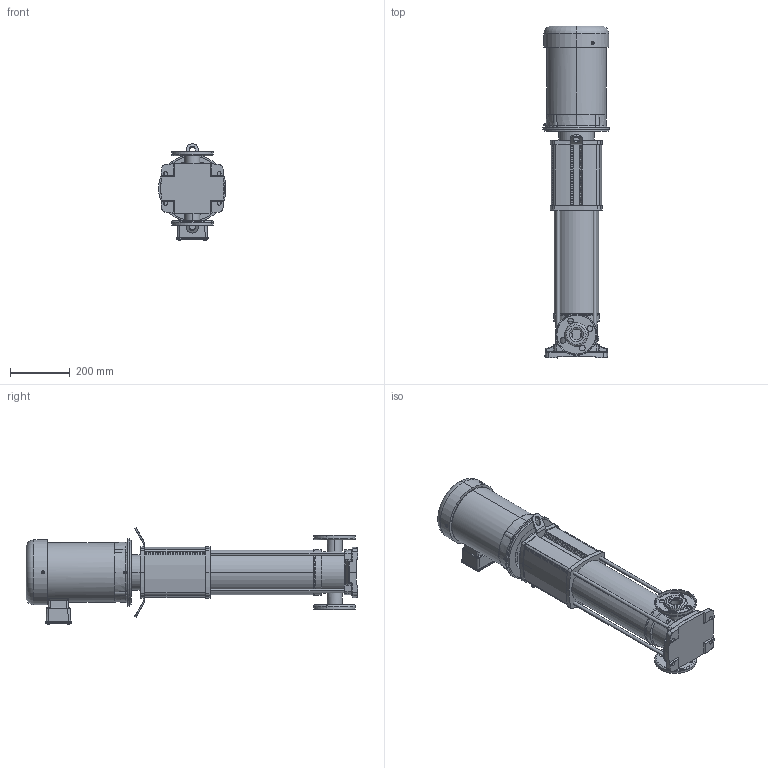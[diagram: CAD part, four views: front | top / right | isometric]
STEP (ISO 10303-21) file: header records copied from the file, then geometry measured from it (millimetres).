
FILE_DESCRIPTION (( 'STEP AP203' ), '1' );
FILE_NAME ('HELIX V30-10_575V.step', '2017-10-26T18:00:35', ( '' ), ( '' ), 'SwSTEP 2.0', 'SolidWorks 2017', '' );
FILE_SCHEMA (( 'CONFIG_CONTROL_DESIGN' ));
Length unit declared in the file: inch
Products named in the file (5): BALDOR NEMA V2 5HP_10; HELIX V30-10; Helix Base 10-30; HELIX V30-10_575V; ANSI Flange 1.25 IN
Assembly tree (5 placements, depth 2):
  HELIX V30-10_575V
    HELIX V30-10
    BALDOR NEMA V2 5HP_10
    ANSI Flange 1.25 IN  x2
    Helix Base 10-30
Bounding box: 224.86 x 1115.52 x 324.21 mm (x, y, z)
Volume: 11959978.8 mm3; surface area: 1406698.4 mm2
Topology: 16 solids, 19 shells, 2500 faces, 6609 edges, 4322 vertices
Faces by surface type: plane 1328, cylinder 813, cone 111, sphere 99, torus 79, bspline 70
Entity records: 82909 total; most frequent: CARTESIAN_POINT 19840, DIRECTION 13208, ORIENTED_EDGE 12980, EDGE_CURVE 6497, AXIS2_PLACEMENT_3D 4720, VERTEX_POINT 4256, LINE 3768, VECTOR 3768
